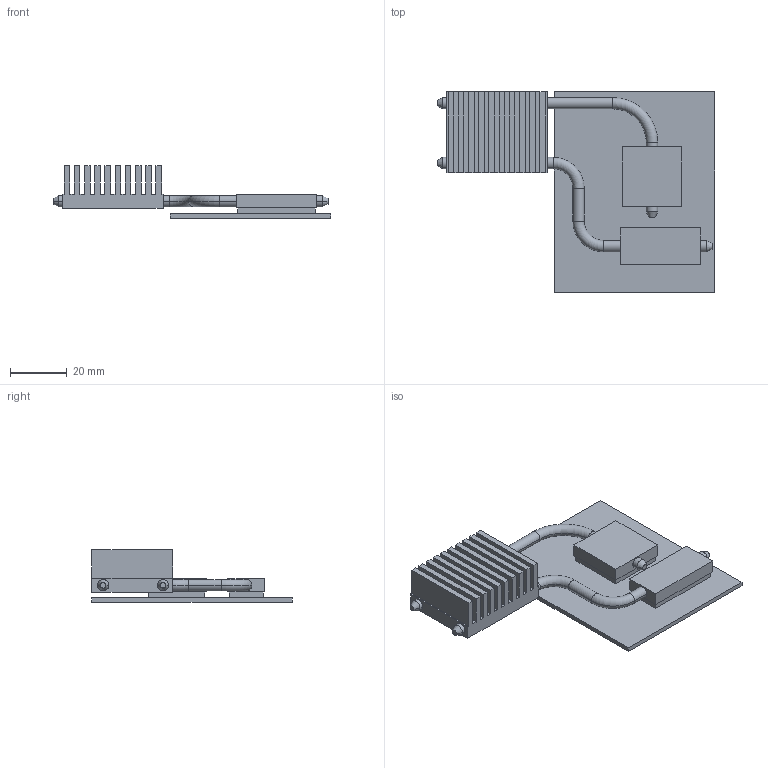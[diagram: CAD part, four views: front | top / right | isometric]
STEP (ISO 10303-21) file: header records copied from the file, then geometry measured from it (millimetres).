
FILE_DESCRIPTION(('STEP AP214'),'1');
FILE_NAME('CoolingAssembly.stp','2019-01-31T20:05:15',(' '),(' '),'Spatial InterOp 3D',' ',' ');
FILE_SCHEMA(('AUTOMOTIVE_DESIGN { 1 0 10303 214 1 1 1 1 }'));
Length unit declared in the file: metre
Products named in the file (10): Cooling; HeatSink; HeatPipe 1; Block; Block 2; HeatPipe 2; CoolingAssembly; PCB; Chip 2; Chip 22
Assembly tree (9 placements, depth 3):
  CoolingAssembly
    Cooling
      HeatSink
      HeatPipe 1
      Block
      Block 2
      HeatPipe 2
    PCB
    Chip 2
    Chip 22
Bounding box: 98.25 x 70.89 x 18.62 mm (x, y, z)
Volume: 23843.7 mm3; surface area: 25800.7 mm2
Topology: 8 solids, 8 shells, 112 faces, 280 edges, 193 vertices
Faces by surface type: plane 80, cylinder 18, cone 8, torus 6
Entity records: 4586 total; most frequent: DIRECTION 582, CARTESIAN_POINT 578, ORIENTED_EDGE 542, EDGE_CURVE 271, LINE 224, VECTOR 224, AXIS2_PLACEMENT_3D 179, VERTEX_POINT 175
